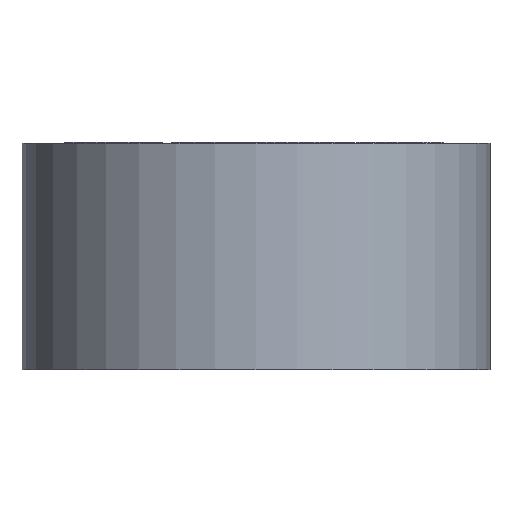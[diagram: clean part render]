
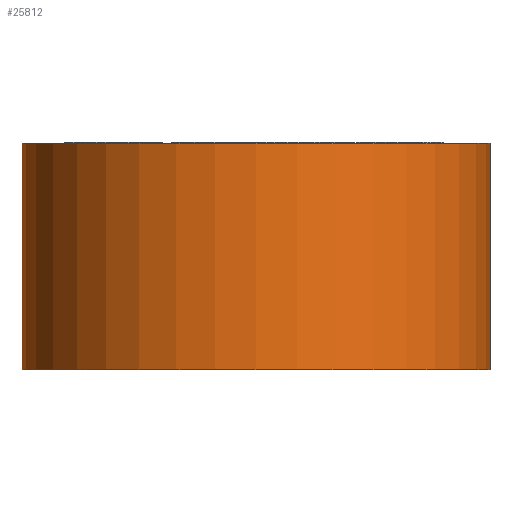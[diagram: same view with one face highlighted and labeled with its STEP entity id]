
A CAD part, front view. The second image highlights one B-rep face of the part: STEP entity #25812.
In plain terms, the highlighted cylindrical face has radius 50.8 mm (diameter 101.6 mm), a partial arc.
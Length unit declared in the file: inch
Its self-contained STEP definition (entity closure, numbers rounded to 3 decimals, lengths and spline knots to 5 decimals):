
#2417 = EDGE_CURVE ( 'NONE', #13001, #13623, #29473, .T. ) ;
#2871 = DIRECTION ( 'NONE',  ( 0., 0., 1. ) ) ;
#6120 = EDGE_CURVE ( 'NONE', #7575, #59165, #13625, .T. ) ;
#7065 = AXIS2_PLACEMENT_3D ( 'NONE', #47897, #13085, #27282 ) ;
#7575 = VERTEX_POINT ( 'NONE', #18432 ) ;
#7658 = CARTESIAN_POINT ( 'NONE',  ( -2., 0., -0.96875 ) ) ;
#8086 = CARTESIAN_POINT ( 'NONE',  ( 0., 0., -0.96875 ) ) ;
#8261 = CARTESIAN_POINT ( 'NONE',  ( 0., 0., -6.6256 ) ) ;
#8675 = EDGE_LOOP ( 'NONE', ( #50700, #49319, #27229, #9380 ) ) ;
#9232 = DIRECTION ( 'NONE',  ( 1., 0., 0. ) ) ;
#9380 = ORIENTED_EDGE ( 'NONE', *, *, #46798, .F. ) ;
#11415 = CIRCLE ( 'NONE', #7065, 2. ) ;
#13001 = VERTEX_POINT ( 'NONE', #7658 ) ;
#13085 = DIRECTION ( 'NONE',  ( 0., 0., 1. ) ) ;
#13327 = FACE_OUTER_BOUND ( 'NONE', #8675, .T. ) ;
#13623 = VERTEX_POINT ( 'NONE', #62522 ) ;
#13625 = LINE ( 'NONE', #65242, #60939 ) ;
#18432 = CARTESIAN_POINT ( 'NONE',  ( 2., 0., -0.96875 ) ) ;
#24143 = CIRCLE ( 'NONE', #51136, 2. ) ;
#25812 = ADVANCED_FACE ( 'NONE', ( #13327 ), #55468, .T. ) ;
#27229 = ORIENTED_EDGE ( 'NONE', *, *, #6120, .T. ) ;
#27282 = DIRECTION ( 'NONE',  ( 1., 0., 0. ) ) ;
#29473 = LINE ( 'NONE', #33556, #63765 ) ;
#33545 = CARTESIAN_POINT ( 'NONE',  ( 2., 0., 0.96875 ) ) ;
#33556 = CARTESIAN_POINT ( 'NONE',  ( -2., 0., -6.6256 ) ) ;
#33900 = DIRECTION ( 'NONE',  ( 0., 0., 1. ) ) ;
#46798 = EDGE_CURVE ( 'NONE', #13623, #59165, #11415, .T. ) ;
#46998 = AXIS2_PLACEMENT_3D ( 'NONE', #8261, #2871, #9232 ) ;
#47897 = CARTESIAN_POINT ( 'NONE',  ( 0., 0., 0.96875 ) ) ;
#49319 = ORIENTED_EDGE ( 'NONE', *, *, #52851, .F. ) ;
#50700 = ORIENTED_EDGE ( 'NONE', *, *, #2417, .F. ) ;
#51136 = AXIS2_PLACEMENT_3D ( 'NONE', #8086, #54317, #64438 ) ;
#52851 = EDGE_CURVE ( 'NONE', #7575, #13001, #24143, .T. ) ;
#54317 = DIRECTION ( 'NONE',  ( 0., 0., -1. ) ) ;
#55468 = CYLINDRICAL_SURFACE ( 'NONE', #46998, 2. ) ;
#59165 = VERTEX_POINT ( 'NONE', #33545 ) ;
#59514 = DIRECTION ( 'NONE',  ( 0., 0., 1. ) ) ;
#60939 = VECTOR ( 'NONE', #59514, 39.37008 ) ;
#62522 = CARTESIAN_POINT ( 'NONE',  ( -2., 0., 0.96875 ) ) ;
#63765 = VECTOR ( 'NONE', #33900, 39.37008 ) ;
#64438 = DIRECTION ( 'NONE',  ( 1., 0., 0. ) ) ;
#65242 = CARTESIAN_POINT ( 'NONE',  ( 2., 0., -6.6256 ) ) ;
